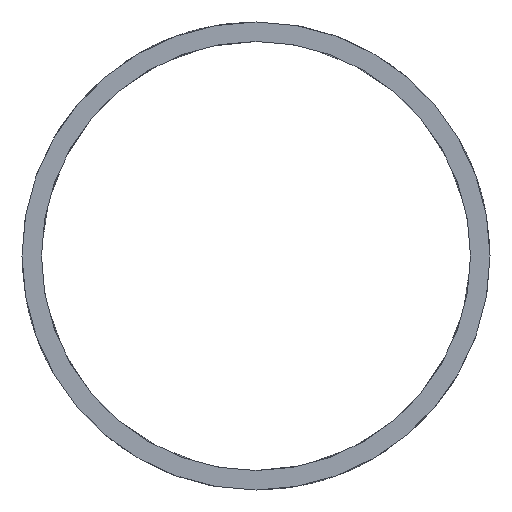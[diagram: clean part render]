
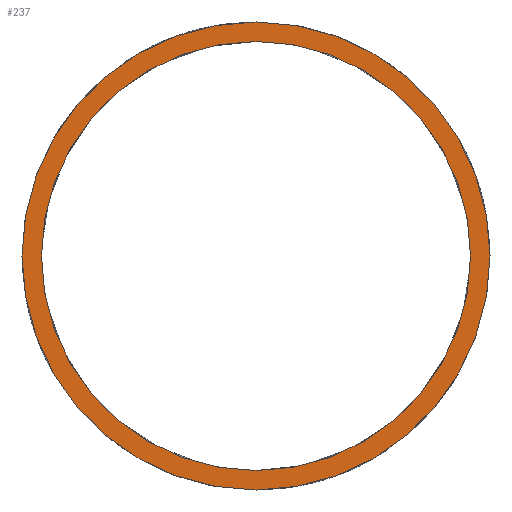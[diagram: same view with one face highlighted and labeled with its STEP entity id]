
A CAD part, front view. The second image highlights one B-rep face of the part: STEP entity #237.
In plain terms, the highlighted planar face has unit normal (0, -1, 0).
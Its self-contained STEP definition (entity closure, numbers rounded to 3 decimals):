
#2 = AXIS2_PLACEMENT_3D ( 'NONE', #50, #57, #164 ) ;
#7 = FACE_BOUND ( 'NONE', #415, .T. ) ;
#20 = FACE_OUTER_BOUND ( 'NONE', #411, .T. ) ;
#50 = CARTESIAN_POINT ( 'NONE',  ( 0., 0., 0. ) ) ;
#57 = DIRECTION ( 'NONE',  ( 0., 1., 0. ) ) ;
#94 = PLANE ( 'NONE',  #2 ) ;
#122 = CARTESIAN_POINT ( 'NONE',  ( 0., 0., 18. ) ) ;
#128 = CARTESIAN_POINT ( 'NONE',  ( 0., 0., 16.5 ) ) ;
#130 = CARTESIAN_POINT ( 'NONE',  ( 0., 0., -18. ) ) ;
#133 = CARTESIAN_POINT ( 'NONE',  ( 0., 0., -16.5 ) ) ;
#164 = DIRECTION ( 'NONE',  ( 0., 0., 1. ) ) ;
#176 = EDGE_CURVE ( 'NONE', #383, #374, #197, .T. ) ;
#178 = EDGE_CURVE ( 'NONE', #386, #391, #198, .T. ) ;
#180 = EDGE_CURVE ( 'NONE', #391, #386, #195, .T. ) ;
#189 = EDGE_CURVE ( 'NONE', #374, #383, #242, .T. ) ;
#195 = CIRCLE ( 'NONE', #261, 16.5 ) ;
#197 = CIRCLE ( 'NONE', #263, 18. ) ;
#198 = CIRCLE ( 'NONE', #265, 16.5 ) ;
#237 = ADVANCED_FACE ( 'NONE', ( #20, #7 ), #94, .F. ) ;
#242 = CIRCLE ( 'NONE', #258, 18. ) ;
#258 = AXIS2_PLACEMENT_3D ( 'NONE', #588, #589, #590 ) ;
#261 = AXIS2_PLACEMENT_3D ( 'NONE', #533, #534, #535 ) ;
#263 = AXIS2_PLACEMENT_3D ( 'NONE', #508, #509, #510 ) ;
#265 = AXIS2_PLACEMENT_3D ( 'NONE', #515, #516, #517 ) ;
#278 = ORIENTED_EDGE ( 'NONE', *, *, #180, .T. ) ;
#304 = ORIENTED_EDGE ( 'NONE', *, *, #178, .T. ) ;
#320 = ORIENTED_EDGE ( 'NONE', *, *, #189, .F. ) ;
#347 = ORIENTED_EDGE ( 'NONE', *, *, #176, .F. ) ;
#374 = VERTEX_POINT ( 'NONE', #122 ) ;
#383 = VERTEX_POINT ( 'NONE', #130 ) ;
#386 = VERTEX_POINT ( 'NONE', #133 ) ;
#391 = VERTEX_POINT ( 'NONE', #128 ) ;
#411 = EDGE_LOOP ( 'NONE', ( #347, #320 ) ) ;
#415 = EDGE_LOOP ( 'NONE', ( #304, #278 ) ) ;
#508 = CARTESIAN_POINT ( 'NONE',  ( 0., 0., 0. ) ) ;
#509 = DIRECTION ( 'NONE',  ( 0., 1., 0. ) ) ;
#510 = DIRECTION ( 'NONE',  ( 0., 0., 1. ) ) ;
#515 = CARTESIAN_POINT ( 'NONE',  ( 0., 0., 0. ) ) ;
#516 = DIRECTION ( 'NONE',  ( 0., 1., 0. ) ) ;
#517 = DIRECTION ( 'NONE',  ( 0., 0., 1. ) ) ;
#533 = CARTESIAN_POINT ( 'NONE',  ( 0., 0., 0. ) ) ;
#534 = DIRECTION ( 'NONE',  ( 0., 1., 0. ) ) ;
#535 = DIRECTION ( 'NONE',  ( 0., 0., 1. ) ) ;
#588 = CARTESIAN_POINT ( 'NONE',  ( 0., 0., 0. ) ) ;
#589 = DIRECTION ( 'NONE',  ( 0., 1., 0. ) ) ;
#590 = DIRECTION ( 'NONE',  ( 0., 0., 1. ) ) ;
